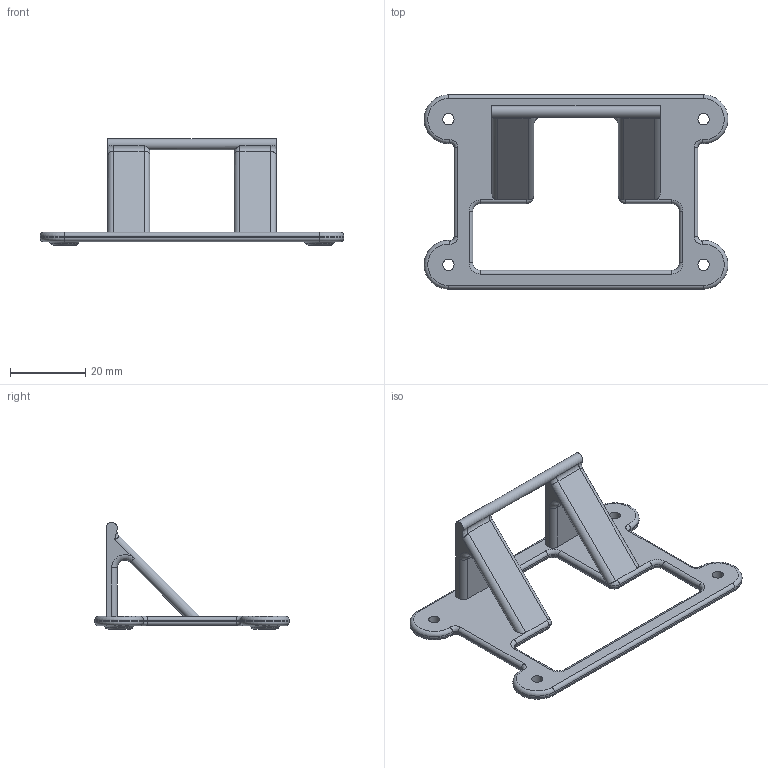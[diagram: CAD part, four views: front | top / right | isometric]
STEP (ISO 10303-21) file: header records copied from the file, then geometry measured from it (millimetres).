
FILE_DESCRIPTION(/* description */ (''),/* implementation_level */ '2;1');
FILE_NAME(/* name */ 'suppotoOLED.stp',/* time_stamp */ '2020-08-17T16:18:50+02:00',/* author */ ('franc'),/* organization */ (''),/* preprocessor_version */ 'ST-DEVELOPER v18.1',/* originating_system */ 'Autodesk Inventor 2020',/* authorisation */ '');
FILE_SCHEMA (('AUTOMOTIVE_DESIGN { 1 0 10303 214 3 1 1 }'));
Length unit declared in the file: millimetre
Products named in the file (1): suppotoOLED
Bounding box: 80.98 x 51.8 x 28.5 mm (x, y, z)
Volume: 9114.5 mm3; surface area: 8040.7 mm2
Topology: 1 solids, 1 shells, 137 faces, 341 edges, 206 vertices
Faces by surface type: cylinder 59, torus 42, plane 30, bspline 6
Full cylindrical faces by diameter (mm): 3 x5
Entity records: 4382 total; most frequent: CARTESIAN_POINT 949, DIRECTION 785, ORIENTED_EDGE 682, EDGE_CURVE 341, AXIS2_PLACEMENT_3D 328, VERTEX_POINT 206, CIRCLE 192, EDGE_LOOP 153
